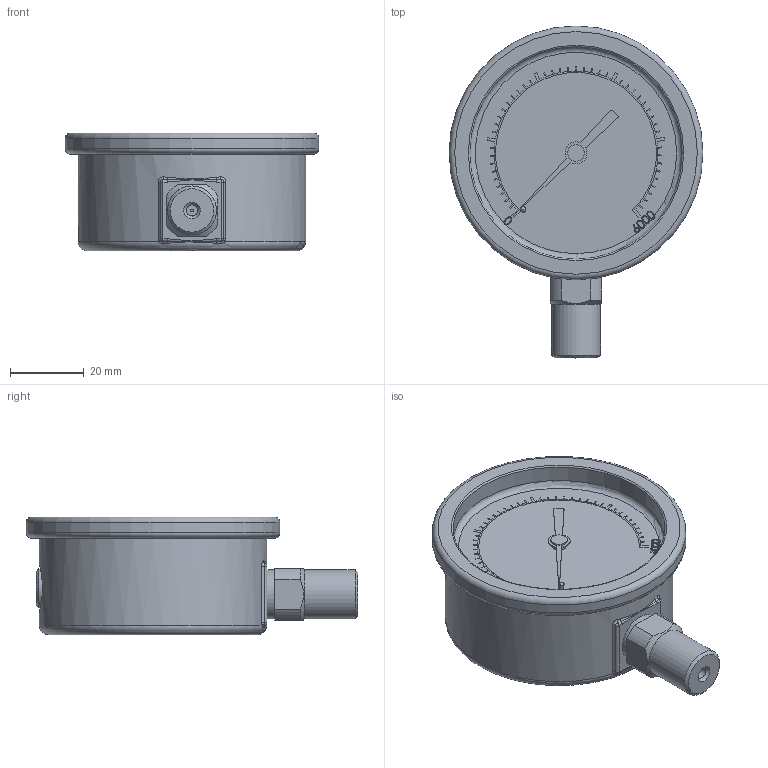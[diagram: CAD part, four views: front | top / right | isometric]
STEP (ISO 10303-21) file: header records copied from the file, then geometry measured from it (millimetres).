
FILE_DESCRIPTION (( 'STEP AP214' ), '1' );
FILE_NAME ('G25-SL6000-4LB.STEP', '2022-11-29T19:47:18', ( '' ), ( '' ), 'SwSTEP 2.0', 'SolidWorks 2021', '' );
FILE_SCHEMA (( 'AUTOMOTIVE_DESIGN' ));
Length unit declared in the file: inch
Products named in the file (1): G25-SL6000-4LB
Bounding box: 68.91 x 90.08 x 32 mm (x, y, z)
Volume: 86412.1 mm3; surface area: 15922.3 mm2
Topology: 1 solids, 1 shells, 361 faces, 993 edges, 649 vertices
Faces by surface type: plane 195, cylinder 85, bspline 60, torus 12, cone 5, sphere 4
Full cylindrical faces by diameter (mm): 0.681 x1, 1.035 x1, 1.794 x1, 3.033 x1, 3.567 x1, 4.463 x1, 10.668 x1, 13.31 x2, 57.709 x1, 61.798 x1, 68.91 x1
Entity records: 17327 total; most frequent: CARTESIAN_POINT 6753, ORIENTED_EDGE 1918, DIRECTION 1631, EDGE_CURVE 959, VERTEX_POINT 642, LINE 623, VECTOR 623, AXIS2_PLACEMENT_3D 504
